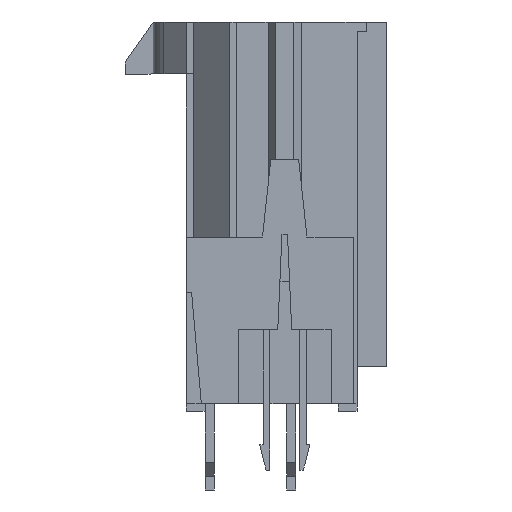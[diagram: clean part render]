
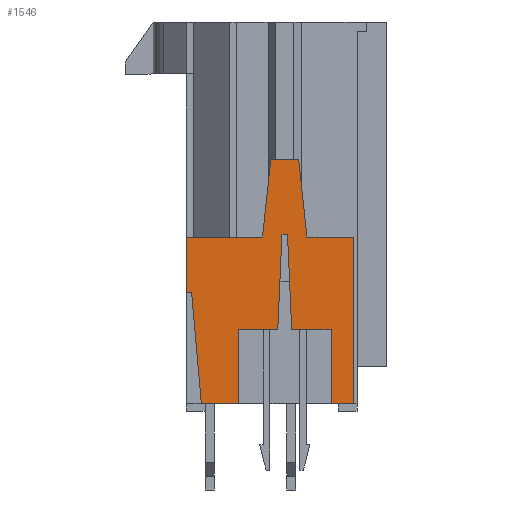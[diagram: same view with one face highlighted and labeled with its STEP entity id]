
A CAD part, left-side view. The second image highlights one B-rep face of the part: STEP entity #1546.
In plain terms, the highlighted planar face has unit normal (-1, 0, 0).
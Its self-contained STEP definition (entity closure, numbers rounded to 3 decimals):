
#27 = CARTESIAN_POINT ( 'NONE',  ( -21.94, 3.073, -4.3 ) ) ;
#123 = CARTESIAN_POINT ( 'NONE',  ( -21.94, 4.6, -10.3 ) ) ;
#288 = VERTEX_POINT ( 'NONE', #3418 ) ;
#343 = DIRECTION ( 'NONE',  ( 0., -1., 0. ) ) ;
#452 = VERTEX_POINT ( 'NONE', #7820 ) ;
#602 = CARTESIAN_POINT ( 'NONE',  ( -21.94, 5.125, -4.3 ) ) ;
#642 = DIRECTION ( 'NONE',  ( 0., 0.044, -0.999 ) ) ;
#748 = ORIENTED_EDGE ( 'NONE', *, *, #7812, .F. ) ;
#774 = VERTEX_POINT ( 'NONE', #602 ) ;
#797 = EDGE_CURVE ( 'NONE', #288, #4008, #2218, .T. ) ;
#870 = VECTOR ( 'NONE', #4605, 1000. ) ;
#890 = ORIENTED_EDGE ( 'NONE', *, *, #9964, .F. ) ;
#896 = VERTEX_POINT ( 'NONE', #7330 ) ;
#972 = LINE ( 'NONE', #3025, #5512 ) ;
#1070 = CARTESIAN_POINT ( 'NONE',  ( -21.94, 5.4, -1.3 ) ) ;
#1072 = EDGE_CURVE ( 'NONE', #8515, #4675, #5316, .T. ) ;
#1149 = EDGE_CURVE ( 'NONE', #6521, #1674, #9010, .T. ) ;
#1202 = DIRECTION ( 'NONE',  ( 0., -1., 0. ) ) ;
#1243 = CARTESIAN_POINT ( 'NONE',  ( -21.94, 2.6, 10.3 ) ) ;
#1311 = EDGE_CURVE ( 'NONE', #11016, #10277, #9421, .T. ) ;
#1371 = EDGE_CURVE ( 'NONE', #3799, #896, #2343, .T. ) ;
#1453 = ORIENTED_EDGE ( 'NONE', *, *, #9499, .F. ) ;
#1472 = CARTESIAN_POINT ( 'NONE',  ( -21.94, -0.05, -1.147 ) ) ;
#1542 = CARTESIAN_POINT ( 'NONE',  ( -21.94, 3.073, -6.3 ) ) ;
#1546 = ADVANCED_FACE ( 'NONE', ( #9289 ), #4032, .F. ) ;
#1560 = EDGE_LOOP ( 'NONE', ( #7649, #2212, #7986, #10686, #10232, #890, #1453, #9270, #8489, #10145, #10836, #9338, #7177, #6182, #748, #4288, #9504, #8340 ) ) ;
#1674 = VERTEX_POINT ( 'NONE', #4362 ) ;
#1953 = EDGE_CURVE ( 'NONE', #896, #8515, #8047, .T. ) ;
#1965 = VECTOR ( 'NONE', #11038, 1000. ) ;
#1969 = EDGE_CURVE ( 'NONE', #3595, #288, #972, .T. ) ;
#2212 = ORIENTED_EDGE ( 'NONE', *, *, #3410, .F. ) ;
#2218 = LINE ( 'NONE', #5770, #6784 ) ;
#2329 = CARTESIAN_POINT ( 'NONE',  ( -21.94, 3.073, 10.3 ) ) ;
#2343 = LINE ( 'NONE', #8041, #8881 ) ;
#2362 = CARTESIAN_POINT ( 'NONE',  ( -21.94, 4.6, -10.3 ) ) ;
#2780 = LINE ( 'NONE', #123, #6786 ) ;
#2990 = CARTESIAN_POINT ( 'NONE',  ( -21.94, -3.6, -1.3 ) ) ;
#3025 = CARTESIAN_POINT ( 'NONE',  ( -21.94, 3.073, -1.147 ) ) ;
#3089 = DIRECTION ( 'NONE',  ( 0., 1., 0. ) ) ;
#3161 = LINE ( 'NONE', #1542, #3441 ) ;
#3260 = VECTOR ( 'NONE', #5554, 1000. ) ;
#3366 = LINE ( 'NONE', #9544, #8426 ) ;
#3410 = EDGE_CURVE ( 'NONE', #1674, #9528, #5496, .T. ) ;
#3418 = CARTESIAN_POINT ( 'NONE',  ( -21.94, 0.25, -1.147 ) ) ;
#3441 = VECTOR ( 'NONE', #7516, 1000. ) ;
#3595 = VERTEX_POINT ( 'NONE', #1472 ) ;
#3707 = CARTESIAN_POINT ( 'NONE',  ( -21.94, -0.65, 2.868 ) ) ;
#3725 = CARTESIAN_POINT ( 'NONE',  ( -21.94, -3.6, -1.3 ) ) ;
#3799 = VERTEX_POINT ( 'NONE', #8538 ) ;
#4008 = VERTEX_POINT ( 'NONE', #9600 ) ;
#4032 = PLANE ( 'NONE',  #6458 ) ;
#4074 = DIRECTION ( 'NONE',  ( 0., 0., -1. ) ) ;
#4100 = CARTESIAN_POINT ( 'NONE',  ( -21.94, -2.4, -6.3 ) ) ;
#4119 = LINE ( 'NONE', #3707, #8636 ) ;
#4288 = ORIENTED_EDGE ( 'NONE', *, *, #1371, .T. ) ;
#4362 = CARTESIAN_POINT ( 'NONE',  ( -21.94, 0.85, 2.868 ) ) ;
#4391 = LINE ( 'NONE', #6287, #8367 ) ;
#4471 = DIRECTION ( 'NONE',  ( 0., 0., 1. ) ) ;
#4474 = LINE ( 'NONE', #9891, #8457 ) ;
#4513 = VECTOR ( 'NONE', #7640, 1000. ) ;
#4584 = DIRECTION ( 'NONE',  ( 0., 0.107, 0.994 ) ) ;
#4605 = DIRECTION ( 'NONE',  ( 0., -1., 0. ) ) ;
#4675 = VERTEX_POINT ( 'NONE', #5111 ) ;
#4829 = CARTESIAN_POINT ( 'NONE',  ( -21.94, 2.6, -10.3 ) ) ;
#5003 = CARTESIAN_POINT ( 'NONE',  ( -21.94, 1.299, -1.3 ) ) ;
#5024 = CARTESIAN_POINT ( 'NONE',  ( -21.94, 2.6, -6.3 ) ) ;
#5111 = CARTESIAN_POINT ( 'NONE',  ( -21.94, -1.098, -1.3 ) ) ;
#5284 = DIRECTION ( 'NONE',  ( 0., 0.087, 0.996 ) ) ;
#5316 = LINE ( 'NONE', #10944, #9809 ) ;
#5496 = LINE ( 'NONE', #8048, #7496 ) ;
#5512 = VECTOR ( 'NONE', #6411, 1000. ) ;
#5554 = DIRECTION ( 'NONE',  ( 0., 0., 1. ) ) ;
#5717 = LINE ( 'NONE', #6536, #9973 ) ;
#5770 = CARTESIAN_POINT ( 'NONE',  ( -21.94, 0.25, -1.147 ) ) ;
#5859 = DIRECTION ( 'NONE',  ( 0., 1., 0. ) ) ;
#6182 = ORIENTED_EDGE ( 'NONE', *, *, #9881, .F. ) ;
#6206 = EDGE_CURVE ( 'NONE', #8214, #3595, #4391, .T. ) ;
#6287 = CARTESIAN_POINT ( 'NONE',  ( -21.94, -0.275, -6.3 ) ) ;
#6411 = DIRECTION ( 'NONE',  ( 0., 1., 0. ) ) ;
#6458 = AXIS2_PLACEMENT_3D ( 'NONE', #2329, #9156, #4074 ) ;
#6506 = LINE ( 'NONE', #6781, #1965 ) ;
#6521 = VERTEX_POINT ( 'NONE', #5003 ) ;
#6536 = CARTESIAN_POINT ( 'NONE',  ( -21.94, 3.073, -1.3 ) ) ;
#6590 = EDGE_CURVE ( 'NONE', #452, #8971, #6506, .T. ) ;
#6781 = CARTESIAN_POINT ( 'NONE',  ( -21.94, 5.4, 10.3 ) ) ;
#6784 = VECTOR ( 'NONE', #642, 1000. ) ;
#6786 = VECTOR ( 'NONE', #5284, 1000. ) ;
#6791 = EDGE_CURVE ( 'NONE', #4675, #9528, #4119, .T. ) ;
#6800 = CARTESIAN_POINT ( 'NONE',  ( -21.94, 1.299, -1.3 ) ) ;
#6884 = DIRECTION ( 'NONE',  ( 0., 1., 0. ) ) ;
#6899 = LINE ( 'NONE', #27, #9148 ) ;
#7136 = DIRECTION ( 'NONE',  ( 0., 0.044, 0.999 ) ) ;
#7177 = ORIENTED_EDGE ( 'NONE', *, *, #6206, .F. ) ;
#7330 = CARTESIAN_POINT ( 'NONE',  ( -21.94, -3.6, -10.3 ) ) ;
#7376 = DIRECTION ( 'NONE',  ( 0., -1., 0. ) ) ;
#7389 = VECTOR ( 'NONE', #8090, 1000. ) ;
#7496 = VECTOR ( 'NONE', #1202, 1000. ) ;
#7516 = DIRECTION ( 'NONE',  ( 0., 1., 0. ) ) ;
#7640 = DIRECTION ( 'NONE',  ( 0., -0.107, 0.994 ) ) ;
#7649 = ORIENTED_EDGE ( 'NONE', *, *, #6791, .T. ) ;
#7671 = LINE ( 'NONE', #1243, #7389 ) ;
#7812 = EDGE_CURVE ( 'NONE', #3799, #8609, #3366, .T. ) ;
#7820 = CARTESIAN_POINT ( 'NONE',  ( -21.94, 5.4, -4.3 ) ) ;
#7986 = ORIENTED_EDGE ( 'NONE', *, *, #1149, .F. ) ;
#8041 = CARTESIAN_POINT ( 'NONE',  ( -21.94, 0., -10.3 ) ) ;
#8047 = LINE ( 'NONE', #2990, #3260 ) ;
#8048 = CARTESIAN_POINT ( 'NONE',  ( -21.94, 3.073, 2.868 ) ) ;
#8090 = DIRECTION ( 'NONE',  ( 0., 0., -1. ) ) ;
#8214 = VERTEX_POINT ( 'NONE', #10063 ) ;
#8256 = VERTEX_POINT ( 'NONE', #5024 ) ;
#8340 = ORIENTED_EDGE ( 'NONE', *, *, #1072, .T. ) ;
#8367 = VECTOR ( 'NONE', #7136, 1000. ) ;
#8426 = VECTOR ( 'NONE', #4471, 1000. ) ;
#8457 = VECTOR ( 'NONE', #3089, 1000. ) ;
#8489 = ORIENTED_EDGE ( 'NONE', *, *, #10197, .F. ) ;
#8515 = VERTEX_POINT ( 'NONE', #3725 ) ;
#8538 = CARTESIAN_POINT ( 'NONE',  ( -21.94, -2.4, -10.3 ) ) ;
#8609 = VERTEX_POINT ( 'NONE', #4100 ) ;
#8636 = VECTOR ( 'NONE', #4584, 1000. ) ;
#8881 = VECTOR ( 'NONE', #343, 1000. ) ;
#8971 = VERTEX_POINT ( 'NONE', #1070 ) ;
#9010 = LINE ( 'NONE', #6800, #4513 ) ;
#9148 = VECTOR ( 'NONE', #6884, 1000. ) ;
#9156 = DIRECTION ( 'NONE',  ( 1., 0., 0. ) ) ;
#9193 = EDGE_CURVE ( 'NONE', #8971, #6521, #5717, .T. ) ;
#9270 = ORIENTED_EDGE ( 'NONE', *, *, #1311, .T. ) ;
#9289 = FACE_OUTER_BOUND ( 'NONE', #1560, .T. ) ;
#9338 = ORIENTED_EDGE ( 'NONE', *, *, #1969, .F. ) ;
#9421 = LINE ( 'NONE', #9678, #870 ) ;
#9499 = EDGE_CURVE ( 'NONE', #11016, #774, #2780, .T. ) ;
#9504 = ORIENTED_EDGE ( 'NONE', *, *, #1953, .T. ) ;
#9528 = VERTEX_POINT ( 'NONE', #9531 ) ;
#9531 = CARTESIAN_POINT ( 'NONE',  ( -21.94, -0.65, 2.868 ) ) ;
#9544 = CARTESIAN_POINT ( 'NONE',  ( -21.94, -2.4, 10.3 ) ) ;
#9600 = CARTESIAN_POINT ( 'NONE',  ( -21.94, 0.475, -6.3 ) ) ;
#9678 = CARTESIAN_POINT ( 'NONE',  ( -21.94, 0., -10.3 ) ) ;
#9809 = VECTOR ( 'NONE', #5859, 1000. ) ;
#9881 = EDGE_CURVE ( 'NONE', #8609, #8214, #3161, .T. ) ;
#9891 = CARTESIAN_POINT ( 'NONE',  ( -21.94, 3.073, -6.3 ) ) ;
#9964 = EDGE_CURVE ( 'NONE', #774, #452, #6899, .T. ) ;
#9973 = VECTOR ( 'NONE', #7376, 1000. ) ;
#10063 = CARTESIAN_POINT ( 'NONE',  ( -21.94, -0.275, -6.3 ) ) ;
#10145 = ORIENTED_EDGE ( 'NONE', *, *, #10924, .F. ) ;
#10197 = EDGE_CURVE ( 'NONE', #8256, #10277, #7671, .T. ) ;
#10232 = ORIENTED_EDGE ( 'NONE', *, *, #6590, .F. ) ;
#10277 = VERTEX_POINT ( 'NONE', #4829 ) ;
#10686 = ORIENTED_EDGE ( 'NONE', *, *, #9193, .F. ) ;
#10836 = ORIENTED_EDGE ( 'NONE', *, *, #797, .F. ) ;
#10924 = EDGE_CURVE ( 'NONE', #4008, #8256, #4474, .T. ) ;
#10944 = CARTESIAN_POINT ( 'NONE',  ( -21.94, -1.099, -1.3 ) ) ;
#11016 = VERTEX_POINT ( 'NONE', #2362 ) ;
#11038 = DIRECTION ( 'NONE',  ( 0., 0., 1. ) ) ;
